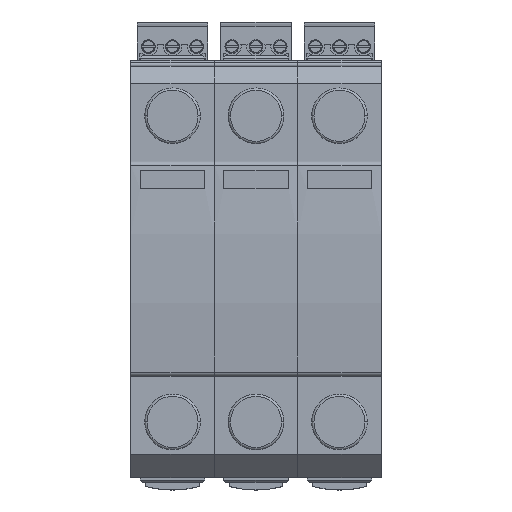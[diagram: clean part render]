
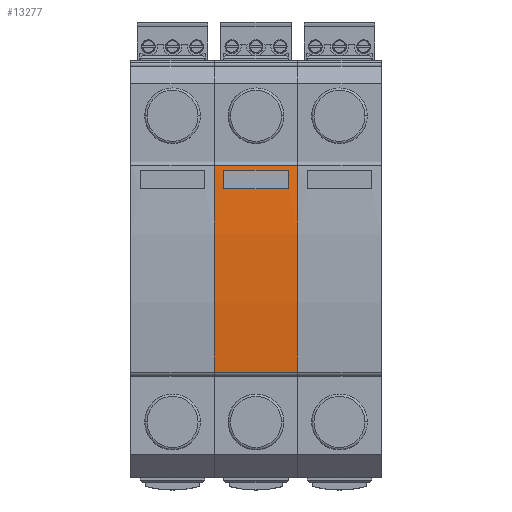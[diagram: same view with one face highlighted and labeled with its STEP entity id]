
A CAD part, top view. The second image highlights one B-rep face of the part: STEP entity #13277.
In plain terms, the highlighted cylindrical face has radius 199.999 mm (diameter 399.999 mm), a partial arc.
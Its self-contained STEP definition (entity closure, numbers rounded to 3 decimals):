
#609 = AXIS2_PLACEMENT_3D ( 'NONE', #5367, #2185, #3280 ) ;
#629 = CARTESIAN_POINT ( 'NONE',  ( 9., 22.312, 65.252 ) ) ;
#662 = CARTESIAN_POINT ( 'NONE',  ( -9., 0., -133.499 ) ) ;
#1301 = VECTOR ( 'NONE', #6565, 1000. ) ;
#1645 = LINE ( 'NONE', #2286, #1301 ) ;
#1652 = DIRECTION ( 'NONE',  ( 1., 0., 0. ) ) ;
#1697 = DIRECTION ( 'NONE',  ( 0., -1., 0. ) ) ;
#1713 = VERTEX_POINT ( 'NONE', #3987 ) ;
#1888 = FACE_OUTER_BOUND ( 'NONE', #13513, .T. ) ;
#2151 = CIRCLE ( 'NONE', #10836, 199.999 ) ;
#2185 = DIRECTION ( 'NONE',  ( -1., 0., 0. ) ) ;
#2254 = VERTEX_POINT ( 'NONE', #10092 ) ;
#2286 = CARTESIAN_POINT ( 'NONE',  ( 32.239, 22.312, 65.252 ) ) ;
#2384 = ORIENTED_EDGE ( 'NONE', *, *, #5095, .T. ) ;
#2953 = VERTEX_POINT ( 'NONE', #629 ) ;
#3049 = CIRCLE ( 'NONE', #9126, 199.999 ) ;
#3092 = ORIENTED_EDGE ( 'NONE', *, *, #11368, .T. ) ;
#3132 = CARTESIAN_POINT ( 'NONE',  ( 32.239, 17.2, 65.759 ) ) ;
#3199 = DIRECTION ( 'NONE',  ( 1., 0., 0. ) ) ;
#3210 = DIRECTION ( 'NONE',  ( 1., 0., 0. ) ) ;
#3280 = DIRECTION ( 'NONE',  ( 0., -1., 0. ) ) ;
#3572 = EDGE_CURVE ( 'NONE', #2254, #1713, #9505, .T. ) ;
#3699 = AXIS2_PLACEMENT_3D ( 'NONE', #9565, #3199, #10600 ) ;
#3755 = CARTESIAN_POINT ( 'NONE',  ( 32.239, 21.2, 65.373 ) ) ;
#3987 = CARTESIAN_POINT ( 'NONE',  ( 7., 21.2, 65.373 ) ) ;
#4062 = VERTEX_POINT ( 'NONE', #5498 ) ;
#4064 = CARTESIAN_POINT ( 'NONE',  ( 32.239, -22.312, 65.252 ) ) ;
#4070 = CYLINDRICAL_SURFACE ( 'NONE', #609, 199.999 ) ;
#4273 = CIRCLE ( 'NONE', #3699, 199.999 ) ;
#4274 = VERTEX_POINT ( 'NONE', #11106 ) ;
#4618 = DIRECTION ( 'NONE',  ( -1., 0., 0. ) ) ;
#4760 = ORIENTED_EDGE ( 'NONE', *, *, #8087, .T. ) ;
#5095 = EDGE_CURVE ( 'NONE', #10702, #2254, #2151, .T. ) ;
#5290 = ORIENTED_EDGE ( 'NONE', *, *, #12154, .F. ) ;
#5367 = CARTESIAN_POINT ( 'NONE',  ( 32.239, 0., -133.499 ) ) ;
#5498 = CARTESIAN_POINT ( 'NONE',  ( -9., -22.312, 65.252 ) ) ;
#5545 = ORIENTED_EDGE ( 'NONE', *, *, #7975, .T. ) ;
#6474 = EDGE_CURVE ( 'NONE', #9866, #10702, #9455, .T. ) ;
#6565 = DIRECTION ( 'NONE',  ( -1., 0., 0. ) ) ;
#6738 = CIRCLE ( 'NONE', #9963, 199.999 ) ;
#6956 = VECTOR ( 'NONE', #13664, 1000. ) ;
#7088 = ORIENTED_EDGE ( 'NONE', *, *, #8475, .F. ) ;
#7504 = ORIENTED_EDGE ( 'NONE', *, *, #6474, .T. ) ;
#7975 = EDGE_CURVE ( 'NONE', #4062, #8570, #11196, .T. ) ;
#8045 = CARTESIAN_POINT ( 'NONE',  ( 7., 17.2, 65.759 ) ) ;
#8070 = DIRECTION ( 'NONE',  ( -1., 0., 0. ) ) ;
#8087 = EDGE_CURVE ( 'NONE', #1713, #9866, #4273, .T. ) ;
#8475 = EDGE_CURVE ( 'NONE', #4062, #4274, #3049, .T. ) ;
#8570 = VERTEX_POINT ( 'NONE', #11376 ) ;
#9126 = AXIS2_PLACEMENT_3D ( 'NONE', #662, #8070, #1697 ) ;
#9174 = VECTOR ( 'NONE', #1652, 1000. ) ;
#9382 = DIRECTION ( 'NONE',  ( 1., 0., 0. ) ) ;
#9455 = LINE ( 'NONE', #3132, #6956 ) ;
#9505 = LINE ( 'NONE', #3755, #9174 ) ;
#9565 = CARTESIAN_POINT ( 'NONE',  ( 7., 0., -133.499 ) ) ;
#9575 = CARTESIAN_POINT ( 'NONE',  ( 9., 0., -133.499 ) ) ;
#9689 = FACE_BOUND ( 'NONE', #13020, .T. ) ;
#9866 = VERTEX_POINT ( 'NONE', #8045 ) ;
#9963 = AXIS2_PLACEMENT_3D ( 'NONE', #9575, #3210, #10611 ) ;
#10092 = CARTESIAN_POINT ( 'NONE',  ( -7., 21.2, 65.373 ) ) ;
#10600 = DIRECTION ( 'NONE',  ( 0., -1., 0. ) ) ;
#10611 = DIRECTION ( 'NONE',  ( 0., -1., 0. ) ) ;
#10702 = VERTEX_POINT ( 'NONE', #12719 ) ;
#10836 = AXIS2_PLACEMENT_3D ( 'NONE', #10921, #4618, #11963 ) ;
#10873 = VECTOR ( 'NONE', #9382, 1000. ) ;
#10921 = CARTESIAN_POINT ( 'NONE',  ( -7., 0., -133.499 ) ) ;
#11024 = ORIENTED_EDGE ( 'NONE', *, *, #3572, .T. ) ;
#11106 = CARTESIAN_POINT ( 'NONE',  ( -9., 22.312, 65.252 ) ) ;
#11196 = LINE ( 'NONE', #4064, #10873 ) ;
#11368 = EDGE_CURVE ( 'NONE', #2953, #4274, #1645, .T. ) ;
#11376 = CARTESIAN_POINT ( 'NONE',  ( 9., -22.312, 65.252 ) ) ;
#11963 = DIRECTION ( 'NONE',  ( 0., 0., -1. ) ) ;
#12154 = EDGE_CURVE ( 'NONE', #2953, #8570, #6738, .T. ) ;
#12719 = CARTESIAN_POINT ( 'NONE',  ( -7., 17.2, 65.759 ) ) ;
#13020 = EDGE_LOOP ( 'NONE', ( #7504, #2384, #11024, #4760 ) ) ;
#13277 = ADVANCED_FACE ( 'NONE', ( #1888, #9689 ), #4070, .T. ) ;
#13513 = EDGE_LOOP ( 'NONE', ( #5290, #3092, #7088, #5545 ) ) ;
#13664 = DIRECTION ( 'NONE',  ( -1., 0., 0. ) ) ;
